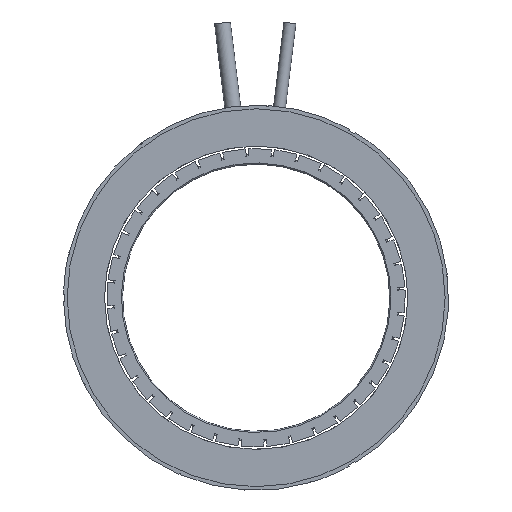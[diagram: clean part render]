
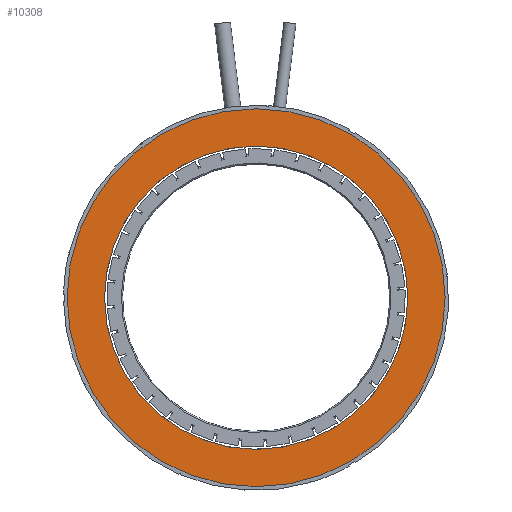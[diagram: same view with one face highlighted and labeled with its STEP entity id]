
A CAD part, left-side view. The second image highlights one B-rep face of the part: STEP entity #10308.
In plain terms, the highlighted planar face has unit normal (-1, 0, 0).
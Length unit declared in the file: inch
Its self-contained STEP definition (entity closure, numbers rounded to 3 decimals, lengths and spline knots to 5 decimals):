
#167=FACE_BOUND('',#1864,.T.);
#535=CIRCLE('',#11176,3.09055);
#540=CIRCLE('',#11183,2.48031);
#1234=FACE_OUTER_BOUND('',#1863,.T.);
#1863=EDGE_LOOP('',(#8894));
#1864=EDGE_LOOP('',(#8895));
#4777=VERTEX_POINT('',#16684);
#4786=VERTEX_POINT('',#16772);
#6159=EDGE_CURVE('',#4777,#4777,#535,.T.);
#6169=EDGE_CURVE('',#4786,#4786,#540,.T.);
#8894=ORIENTED_EDGE('',*,*,#6159,.F.);
#8895=ORIENTED_EDGE('',*,*,#6169,.F.);
#9368=PLANE('',#11182);
#10308=ADVANCED_FACE('',(#1234,#167),#9368,.F.);
#11176=AXIS2_PLACEMENT_3D('',#16686,#13820,#13821);
#11182=AXIS2_PLACEMENT_3D('',#16771,#13835,#13836);
#11183=AXIS2_PLACEMENT_3D('',#16773,#13837,#13838);
#13820=DIRECTION('center_axis',(1.,0.,0.));
#13821=DIRECTION('ref_axis',(0.,1.,0.));
#13835=DIRECTION('center_axis',(1.,0.,0.));
#13836=DIRECTION('ref_axis',(0.,-1.,0.));
#13837=DIRECTION('center_axis',(-1.,0.,0.));
#13838=DIRECTION('ref_axis',(0.,-1.,0.));
#16684=CARTESIAN_POINT('',(-0.37439,9.46773,6.38188));
#16686=CARTESIAN_POINT('Origin',(-0.37439,6.37718,6.38188));
#16771=CARTESIAN_POINT('Origin',(-0.37439,6.37718,6.38188));
#16772=CARTESIAN_POINT('',(-0.37439,8.85749,6.38188));
#16773=CARTESIAN_POINT('Origin',(-0.37439,6.37718,6.38188));
